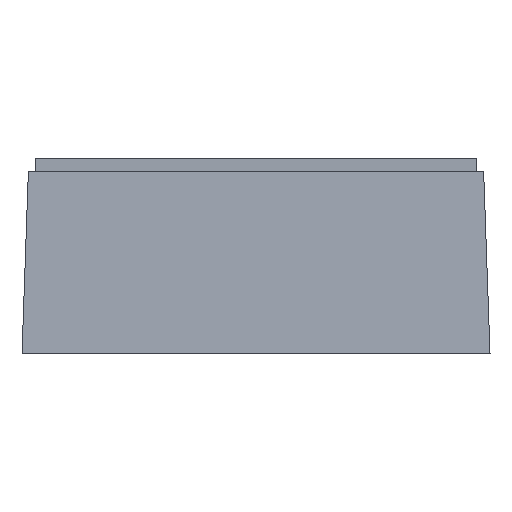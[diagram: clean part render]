
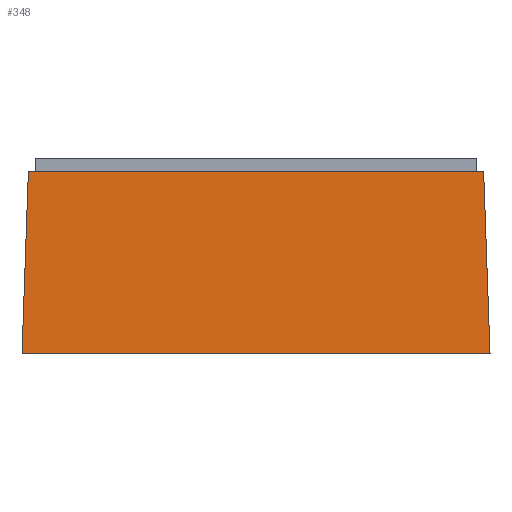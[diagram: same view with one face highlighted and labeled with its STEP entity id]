
A CAD part, left-side view. The second image highlights one B-rep face of the part: STEP entity #348.
In plain terms, the highlighted planar face has unit normal (-0.999, 0, 0.035).
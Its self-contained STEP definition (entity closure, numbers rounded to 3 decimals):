
#348=ADVANCED_FACE('',(#550),#460,.T.);
#460=PLANE('',#2064);
#550=FACE_OUTER_BOUND('',#652,.T.);
#652=EDGE_LOOP('',(#783,#784,#785,#786));
#783=ORIENTED_EDGE('',*,*,#1542,.F.);
#784=ORIENTED_EDGE('',*,*,#1543,.F.);
#785=ORIENTED_EDGE('',*,*,#1544,.F.);
#786=ORIENTED_EDGE('',*,*,#1545,.T.);
#1351=VERTEX_POINT('',#2496);
#1352=VERTEX_POINT('',#2497);
#1353=VERTEX_POINT('',#2499);
#1354=VERTEX_POINT('',#2501);
#1542=EDGE_CURVE('',#1351,#1352,#1826,.T.);
#1543=EDGE_CURVE('',#1353,#1351,#1827,.T.);
#1544=EDGE_CURVE('',#1354,#1353,#1828,.T.);
#1545=EDGE_CURVE('',#1354,#1352,#1829,.T.);
#1826=LINE('',#2495,#1935);
#1827=LINE('',#2498,#1936);
#1828=LINE('',#2500,#1937);
#1829=LINE('',#2502,#1938);
#1935=VECTOR('',#2166,1.);
#1936=VECTOR('',#2167,1.);
#1937=VECTOR('',#2168,1.);
#1938=VECTOR('',#2169,1.);
#2064=AXIS2_PLACEMENT_3D('',#2503,#2170,#2171);
#2166=DIRECTION('',(-0.035,-0.035,-0.999));
#2167=DIRECTION('',(0.,-1.,0.));
#2168=DIRECTION('',(0.035,-0.035,0.999));
#2169=DIRECTION('',(0.,-1.,0.));
#2170=DIRECTION('',(-0.999,0.,0.035));
#2171=DIRECTION('',(-0.035,0.,-0.999));
#2495=CARTESIAN_POINT('',(-21.144,-21.144,1.609));
#2496=CARTESIAN_POINT('',(-20.631,-20.631,16.3));
#2497=CARTESIAN_POINT('',(-21.207,-21.207,-0.2));
#2498=CARTESIAN_POINT('',(-20.631,25.,16.3));
#2499=CARTESIAN_POINT('',(-20.631,20.631,16.3));
#2500=CARTESIAN_POINT('',(-21.144,21.144,1.609));
#2501=CARTESIAN_POINT('',(-21.207,21.207,-0.2));
#2502=CARTESIAN_POINT('',(-21.207,25.,-0.2));
#2503=CARTESIAN_POINT('',(-21.2,25.,0.));
